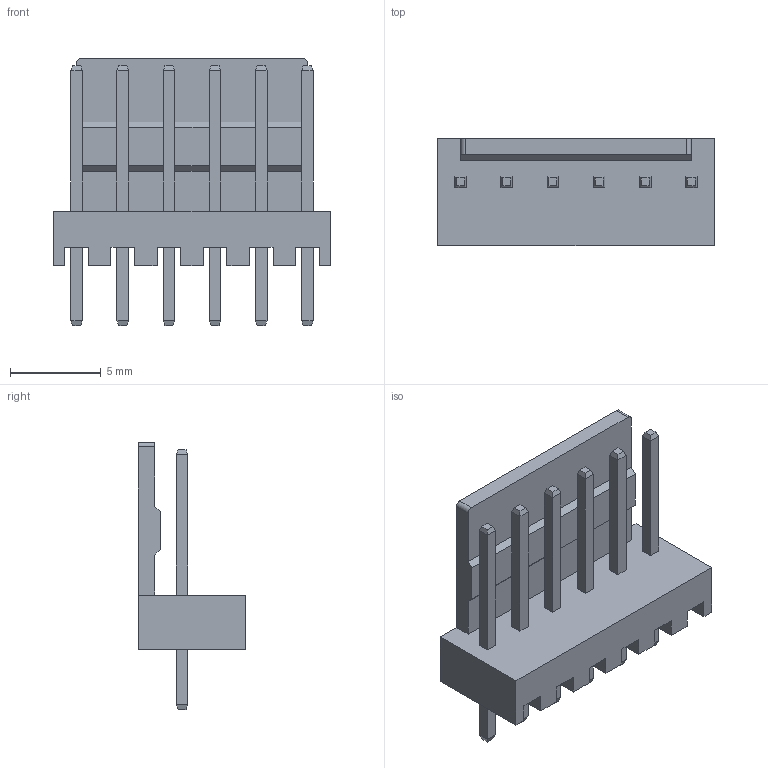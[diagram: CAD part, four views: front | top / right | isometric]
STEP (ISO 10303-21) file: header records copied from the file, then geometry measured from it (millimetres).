
FILE_DESCRIPTION (( 'STEP AP214' ), '1' );
FILE_NAME ('User Library-DS1070-6 (WF-6 CONNFLY).STEP', '2019-01-04T09:18:13', ( '' ), ( '' ), 'SwSTEP 2.0', 'SolidWorks 2018', '' );
FILE_SCHEMA (( 'AUTOMOTIVE_DESIGN' ));
Length unit declared in the file: millimetre
Products named in the file (1): User Library-DS1070-6 (WF-6 CONNFLY)
Bounding box: 15.24 x 5.9 x 14.7 mm (x, y, z)
Volume: 358.7 mm3; surface area: 780.2 mm2
Topology: 1 solids, 1 shells, 148 faces, 354 edges, 220 vertices
Faces by surface type: plane 146, cylinder 2
Entity records: 4612 total; most frequent: CARTESIAN_POINT 723, ORIENTED_EDGE 708, DIRECTION 656, EDGE_CURVE 354, LINE 350, VECTOR 350, VERTEX_POINT 220, EDGE_LOOP 160
